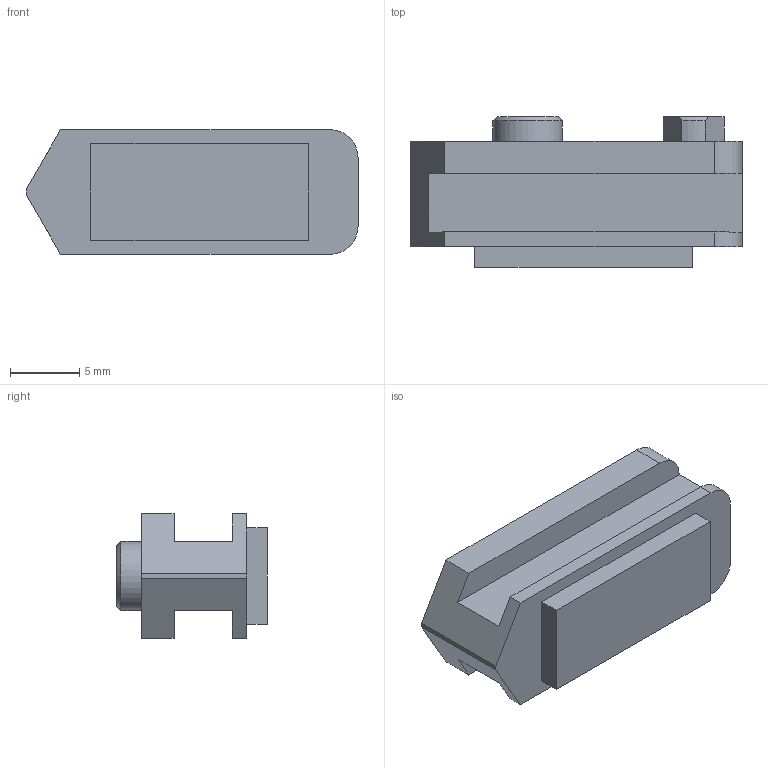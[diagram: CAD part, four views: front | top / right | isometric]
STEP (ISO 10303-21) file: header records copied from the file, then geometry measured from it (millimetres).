
FILE_DESCRIPTION(/* description */ ('Grundbacken'),/* implementation_level */ '2;1');
FILE_NAME(/* name */ 'DBF63_00-13 Grundbacken.stp',/* time_stamp */ '2023-07-02T22:12:19+02:00',/* author */ ('MKoch'),/* organization */ (''),/* preprocessor_version */ 'ST-DEVELOPER v15.2',/* originating_system */ 'Autodesk Inventor 2014',/* authorisation */ '');
FILE_SCHEMA (('CONFIG_CONTROL_DESIGN'));
Length unit declared in the file: millimetre
Products named in the file (1): DBF63_00-13 Grundbacken
Bounding box: 24 x 10.9 x 9 mm (x, y, z)
Volume: 1356.3 mm3; surface area: 1242.3 mm2
Topology: 1 solids, 1 shells, 41 faces, 101 edges, 65 vertices
Faces by surface type: plane 27, cylinder 9, cone 5
Full cylindrical faces by diameter (mm): 2.013 x2, 5 x1
Entity records: 1220 total; most frequent: CARTESIAN_POINT 206, DIRECTION 194, ORIENTED_EDGE 186, EDGE_CURVE 93, LINE 68, VECTOR 68, VERTEX_POINT 63, AXIS2_PLACEMENT_3D 63
